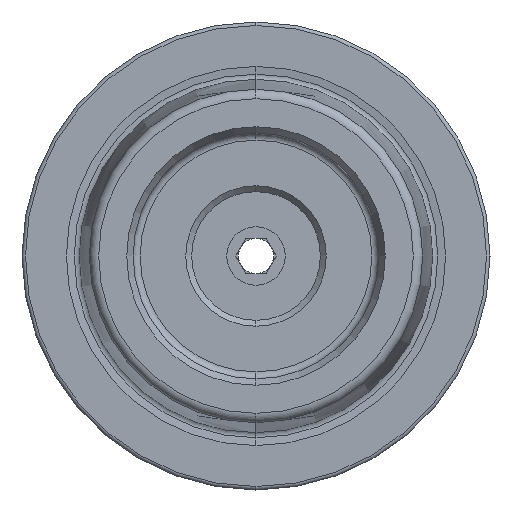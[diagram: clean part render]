
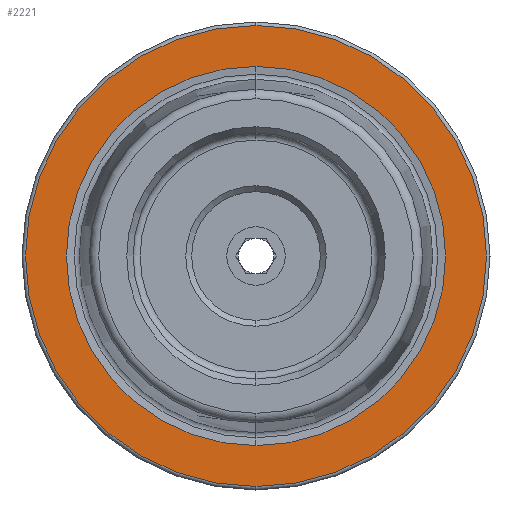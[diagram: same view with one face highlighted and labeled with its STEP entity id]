
A CAD part, left-side view. The second image highlights one B-rep face of the part: STEP entity #2221.
In plain terms, the highlighted planar face has unit normal (-1, 0, 0).
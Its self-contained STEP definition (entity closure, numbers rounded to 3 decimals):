
#161 = AXIS2_PLACEMENT_3D ( 'NONE', #963, #988, #986 ) ;
#169 = AXIS2_PLACEMENT_3D ( 'NONE', #901, #915, #898 ) ;
#314 = DIRECTION ( 'NONE',  ( -1., 0., 0. ) ) ;
#315 = CARTESIAN_POINT ( 'NONE',  ( 0., 0., 0. ) ) ;
#316 = DIRECTION ( 'NONE',  ( 0., 0., 1. ) ) ;
#898 = DIRECTION ( 'NONE',  ( 0., 0., 1. ) ) ;
#901 = CARTESIAN_POINT ( 'NONE',  ( 0., 0., 0. ) ) ;
#915 = DIRECTION ( 'NONE',  ( -1., 0., 0. ) ) ;
#963 = CARTESIAN_POINT ( 'NONE',  ( 0., 0., 0. ) ) ;
#986 = DIRECTION ( 'NONE',  ( 0., 0., 1. ) ) ;
#988 = DIRECTION ( 'NONE',  ( -1., 0., 0. ) ) ;
#1336 = EDGE_CURVE ( 'NONE', #3181, #3180, #4005, .T. ) ;
#1359 = EDGE_CURVE ( 'NONE', #3180, #3181, #4038, .T. ) ;
#1454 = EDGE_CURVE ( 'NONE', #3177, #3165, #3795, .T. ) ;
#1502 = EDGE_CURVE ( 'NONE', #3165, #3177, #3716, .T. ) ;
#1574 = AXIS2_PLACEMENT_3D ( 'NONE', #2601, #2647, #2605 ) ;
#1885 = CARTESIAN_POINT ( 'NONE',  ( 0., 0., 16.207 ) ) ;
#1886 = CARTESIAN_POINT ( 'NONE',  ( 0., 0., -16.207 ) ) ;
#1889 = CARTESIAN_POINT ( 'NONE',  ( 0., 0., 19.7 ) ) ;
#1890 = CARTESIAN_POINT ( 'NONE',  ( 0., 0., -19.7 ) ) ;
#2120 = DIRECTION ( 'NONE',  ( 0., 0., 1. ) ) ;
#2121 = DIRECTION ( 'NONE',  ( -1., 0., 0. ) ) ;
#2130 = CARTESIAN_POINT ( 'NONE',  ( 0., 0., 0. ) ) ;
#2221 = ADVANCED_FACE ( 'NONE', ( #4123, #4124 ), #2603, .F. ) ;
#2292 = AXIS2_PLACEMENT_3D ( 'NONE', #2130, #2121, #2120 ) ;
#2377 = AXIS2_PLACEMENT_3D ( 'NONE', #315, #314, #316 ) ;
#2601 = CARTESIAN_POINT ( 'NONE',  ( 0., 19.7, 0. ) ) ;
#2603 = PLANE ( 'NONE',  #1574 ) ;
#2605 = DIRECTION ( 'NONE',  ( 0., 0., -1. ) ) ;
#2647 = DIRECTION ( 'NONE',  ( 1., 0., 0. ) ) ;
#2922 = EDGE_LOOP ( 'NONE', ( #3470, #3477 ) ) ;
#2923 = EDGE_LOOP ( 'NONE', ( #3490, #3491 ) ) ;
#3165 = VERTEX_POINT ( 'NONE', #1886 ) ;
#3177 = VERTEX_POINT ( 'NONE', #1885 ) ;
#3180 = VERTEX_POINT ( 'NONE', #1889 ) ;
#3181 = VERTEX_POINT ( 'NONE', #1890 ) ;
#3470 = ORIENTED_EDGE ( 'NONE', *, *, #1359, .T. ) ;
#3477 = ORIENTED_EDGE ( 'NONE', *, *, #1336, .T. ) ;
#3490 = ORIENTED_EDGE ( 'NONE', *, *, #1454, .F. ) ;
#3491 = ORIENTED_EDGE ( 'NONE', *, *, #1502, .F. ) ;
#3716 = CIRCLE ( 'NONE', #2292, 16.207 ) ;
#3795 = CIRCLE ( 'NONE', #2377, 16.207 ) ;
#4005 = CIRCLE ( 'NONE', #169, 19.7 ) ;
#4038 = CIRCLE ( 'NONE', #161, 19.7 ) ;
#4123 = FACE_BOUND ( 'NONE', #2923, .T. ) ;
#4124 = FACE_OUTER_BOUND ( 'NONE', #2922, .T. ) ;
